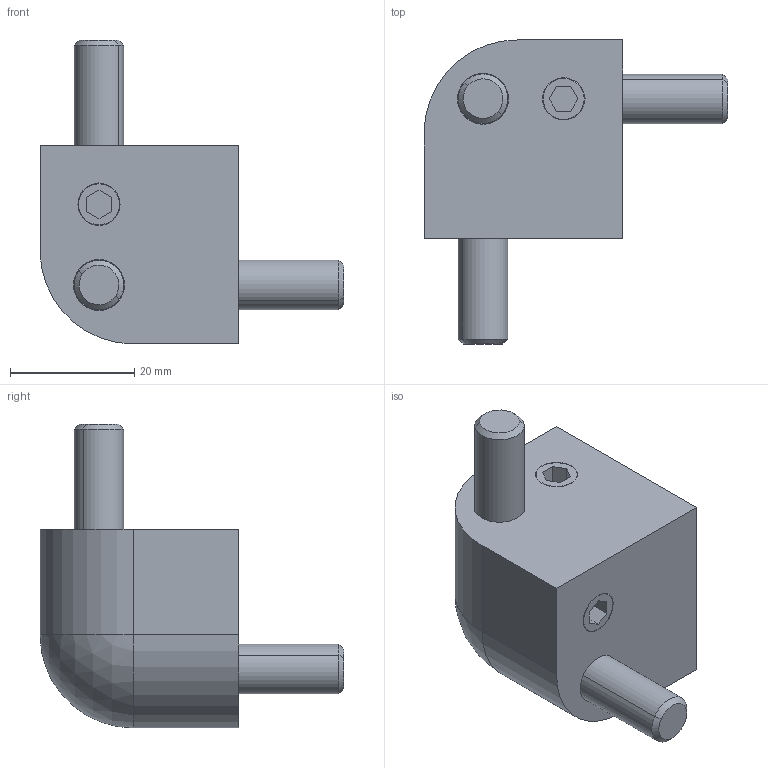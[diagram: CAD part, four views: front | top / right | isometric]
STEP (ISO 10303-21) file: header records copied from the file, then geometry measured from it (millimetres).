
FILE_DESCRIPTION (( 'STEP AP203' ), '1' );
FILE_NAME ('5.JNT.045.STEP', '2015-10-07T09:56:07', ( '' ), ( '' ), 'SwSTEP 2.0', 'SolidWorks 2012', '' );
FILE_SCHEMA (( 'CONFIG_CONTROL_DESIGN' ));
Length unit declared in the file: millimetre
Products named in the file (4): 5.JNT.045; socket set screw cone point_iso_ISO 4027 - M8 x 20-C; 203208; 084.310.001
Assembly tree (7 placements, depth 2):
  5.JNT.045
    084.310.001
    203208  x3
    socket set screw cone point_iso_ISO 4027 - M8 x 20-C  x3
Bounding box: 49 x 49 x 49 mm (x, y, z)
Volume: 30211.5 mm3; surface area: 12205.6 mm2
Topology: 7 solids, 7 shells, 166 faces, 374 edges, 212 vertices
Faces by surface type: cone 66, cylinder 51, plane 36, torus 12, sphere 1
Entity records: 3795 total; most frequent: CARTESIAN_POINT 1109, ORIENTED_EDGE 454, DIRECTION 435, EDGE_CURVE 227, AXIS2_PLACEMENT_3D 176, VERTEX_POINT 138, EDGE_LOOP 119, FACE_OUTER_BOUND 102
